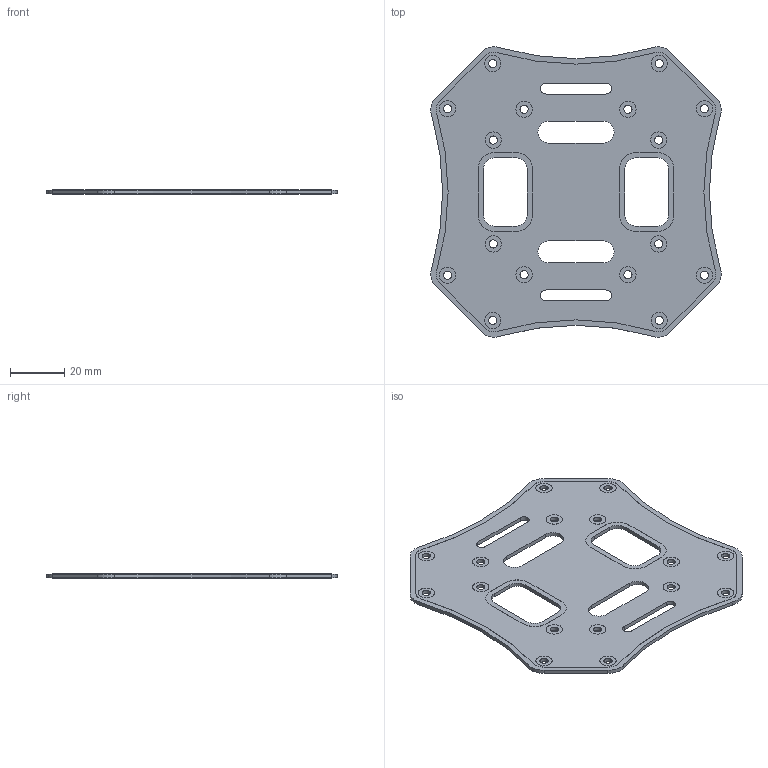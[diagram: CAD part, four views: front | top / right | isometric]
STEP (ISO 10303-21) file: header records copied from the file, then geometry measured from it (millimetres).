
FILE_DESCRIPTION((''),'2;1');
FILE_NAME('PLATE_TOP','2019-07-08T11:05:38',('wangtian'),(''),'CREO PARAMETRIC BY PTC INC, 2018050','CREO PARAMETRIC BY PTC INC, 2018050','');
FILE_SCHEMA(('CONFIG_CONTROL_DESIGN'));
Length unit declared in the file: millimetre
Products named in the file (1): PLATE_TOP
Bounding box: 106.73 x 106.73 x 1.5 mm (x, y, z)
Volume: 12391.9 mm3; surface area: 18114 mm2
Topology: 1 solids, 1 shells, 248 faces, 624 edges, 416 vertices
Faces by surface type: cylinder 164, plane 84
Entity records: 7722 total; most frequent: DIRECTION 1448, CARTESIAN_POINT 1288, ORIENTED_EDGE 1248, EDGE_CURVE 624, AXIS2_PLACEMENT_3D 576, VERTEX_POINT 416, EDGE_LOOP 330, CIRCLE 328
